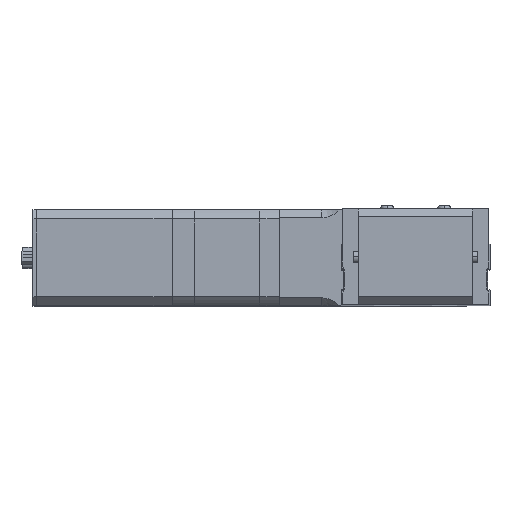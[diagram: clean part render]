
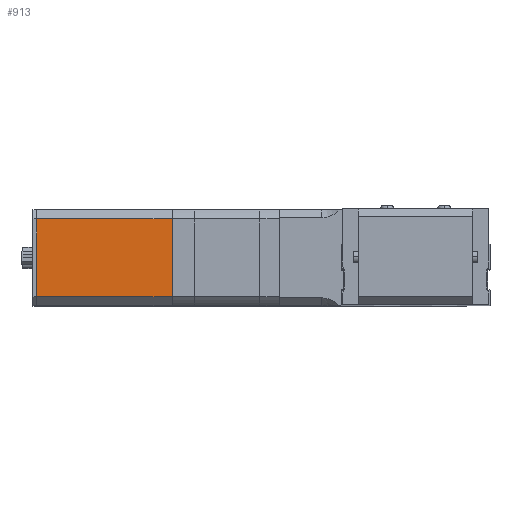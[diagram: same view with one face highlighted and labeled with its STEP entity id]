
A CAD part, top view. The second image highlights one B-rep face of the part: STEP entity #913.
In plain terms, the highlighted face is planar.
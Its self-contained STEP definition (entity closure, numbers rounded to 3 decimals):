
#162 = EDGE_CURVE ( 'NONE', #13016, #9000, #15825, .T. ) ;
#384 = ORIENTED_EDGE ( 'NONE', *, *, #18807, .T. ) ;
#640 = VECTOR ( 'NONE', #3476, 1000. ) ;
#913 = ADVANCED_FACE ( 'NONE', ( #18903 ), #9107, .F. ) ;
#1070 = DIRECTION ( 'NONE',  ( 1., 0., 0. ) ) ;
#1091 = CARTESIAN_POINT ( 'NONE',  ( -31., -17., -47. ) ) ;
#1961 = CARTESIAN_POINT ( 'NONE',  ( -31., 17., -106.25 ) ) ;
#3281 = CARTESIAN_POINT ( 'NONE',  ( -31., 17., -106.25 ) ) ;
#3476 = DIRECTION ( 'NONE',  ( 0., 0., 1. ) ) ;
#5219 = AXIS2_PLACEMENT_3D ( 'NONE', #17053, #1070, #16905 ) ;
#5738 = DIRECTION ( 'NONE',  ( 0., 0., 1. ) ) ;
#7038 = EDGE_CURVE ( 'NONE', #21740, #22859, #20308, .T. ) ;
#9000 = VERTEX_POINT ( 'NONE', #25373 ) ;
#9107 = PLANE ( 'NONE',  #5219 ) ;
#9110 = DIRECTION ( 'NONE',  ( 0., 1., 0. ) ) ;
#12253 = VECTOR ( 'NONE', #5738, 1000. ) ;
#13016 = VERTEX_POINT ( 'NONE', #3281 ) ;
#13039 = EDGE_CURVE ( 'NONE', #21740, #13016, #24564, .T. ) ;
#13498 = CARTESIAN_POINT ( 'NONE',  ( -31., 17., -47. ) ) ;
#13963 = VECTOR ( 'NONE', #9110, 1000. ) ;
#15825 = LINE ( 'NONE', #25702, #640 ) ;
#16198 = CARTESIAN_POINT ( 'NONE',  ( -31., -17., -106.25 ) ) ;
#16261 = CARTESIAN_POINT ( 'NONE',  ( -31., -17., -106.25 ) ) ;
#16905 = DIRECTION ( 'NONE',  ( 0., 1., 0. ) ) ;
#17053 = CARTESIAN_POINT ( 'NONE',  ( -31., 17., -106.25 ) ) ;
#18805 = EDGE_LOOP ( 'NONE', ( #384, #22452, #26061, #22741 ) ) ;
#18807 = EDGE_CURVE ( 'NONE', #22859, #9000, #25250, .T. ) ;
#18903 = FACE_OUTER_BOUND ( 'NONE', #18805, .T. ) ;
#19928 = VECTOR ( 'NONE', #22067, 1000. ) ;
#20308 = LINE ( 'NONE', #16198, #12253 ) ;
#21740 = VERTEX_POINT ( 'NONE', #16261 ) ;
#22067 = DIRECTION ( 'NONE',  ( 0., 1., 0. ) ) ;
#22452 = ORIENTED_EDGE ( 'NONE', *, *, #162, .F. ) ;
#22741 = ORIENTED_EDGE ( 'NONE', *, *, #7038, .T. ) ;
#22859 = VERTEX_POINT ( 'NONE', #1091 ) ;
#24564 = LINE ( 'NONE', #1961, #19928 ) ;
#25250 = LINE ( 'NONE', #13498, #13963 ) ;
#25373 = CARTESIAN_POINT ( 'NONE',  ( -31., 17., -47. ) ) ;
#25702 = CARTESIAN_POINT ( 'NONE',  ( -31., 17., -106.25 ) ) ;
#26061 = ORIENTED_EDGE ( 'NONE', *, *, #13039, .F. ) ;
